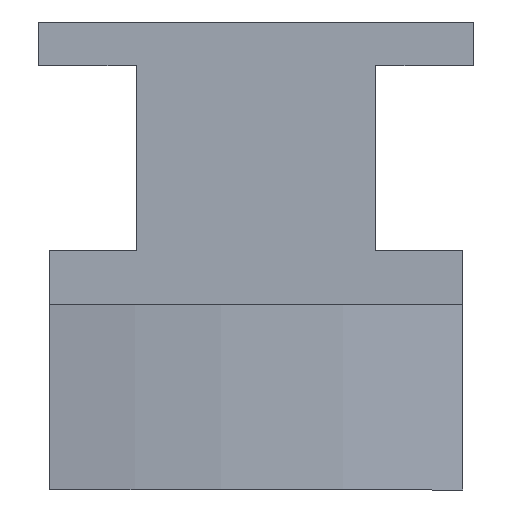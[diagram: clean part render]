
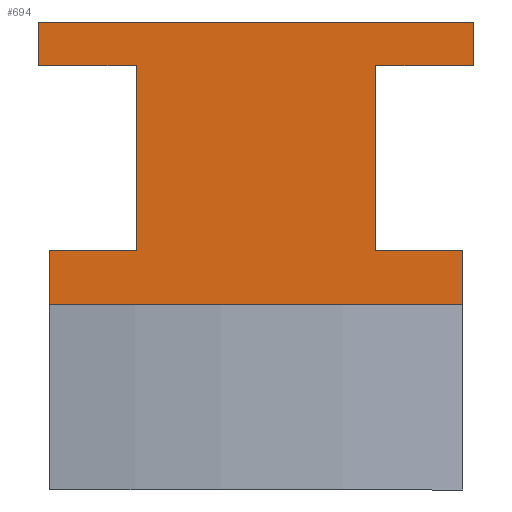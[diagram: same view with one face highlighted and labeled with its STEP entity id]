
A CAD part, left-side view. The second image highlights one B-rep face of the part: STEP entity #694.
In plain terms, the highlighted planar face has unit normal (-1, 0, 0).
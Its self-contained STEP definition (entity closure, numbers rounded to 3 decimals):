
#25 = DIRECTION ( 'NONE',  ( 0., 0., 1. ) ) ;
#75 = DIRECTION ( 'NONE',  ( 0., -1., 0. ) ) ;
#99 = LINE ( 'NONE', #1269, #480 ) ;
#118 = DIRECTION ( 'NONE',  ( 0., 0., 1. ) ) ;
#136 = CARTESIAN_POINT ( 'NONE',  ( 11.5, 4.75, -4.25 ) ) ;
#140 = LINE ( 'NONE', #358, #659 ) ;
#231 = VECTOR ( 'NONE', #25, 1000. ) ;
#234 = EDGE_CURVE ( 'NONE', #342, #1071, #401, .T. ) ;
#238 = CARTESIAN_POINT ( 'NONE',  ( 11.5, -4.75, -4.25 ) ) ;
#250 = VERTEX_POINT ( 'NONE', #238 ) ;
#277 = EDGE_CURVE ( 'NONE', #465, #387, #1473, .T. ) ;
#289 = ORIENTED_EDGE ( 'NONE', *, *, #277, .F. ) ;
#299 = CARTESIAN_POINT ( 'NONE',  ( 11.5, -4.75, -4.25 ) ) ;
#307 = LINE ( 'NONE', #1549, #598 ) ;
#311 = EDGE_CURVE ( 'NONE', #465, #1463, #99, .T. ) ;
#318 = EDGE_CURVE ( 'NONE', #1071, #1103, #140, .T. ) ;
#330 = PLANE ( 'NONE',  #1264 ) ;
#342 = VERTEX_POINT ( 'NONE', #637 ) ;
#344 = CARTESIAN_POINT ( 'NONE',  ( 11.5, -5., 0. ) ) ;
#348 = EDGE_CURVE ( 'NONE', #367, #434, #1270, .T. ) ;
#358 = CARTESIAN_POINT ( 'NONE',  ( 11.5, -5., 0. ) ) ;
#367 = VERTEX_POINT ( 'NONE', #902 ) ;
#380 = CARTESIAN_POINT ( 'NONE',  ( 11.5, 5., 1. ) ) ;
#387 = VERTEX_POINT ( 'NONE', #136 ) ;
#395 = CARTESIAN_POINT ( 'NONE',  ( 11.5, 5., 0. ) ) ;
#401 = LINE ( 'NONE', #1522, #1572 ) ;
#434 = VERTEX_POINT ( 'NONE', #395 ) ;
#440 = CARTESIAN_POINT ( 'NONE',  ( 11.5, -5., 1. ) ) ;
#451 = ORIENTED_EDGE ( 'NONE', *, *, #870, .F. ) ;
#465 = VERTEX_POINT ( 'NONE', #1198 ) ;
#471 = DIRECTION ( 'NONE',  ( 0., 0., -1. ) ) ;
#480 = VECTOR ( 'NONE', #1528, 1000. ) ;
#536 = EDGE_CURVE ( 'NONE', #250, #1463, #1115, .T. ) ;
#578 = VECTOR ( 'NONE', #890, 1000. ) ;
#598 = VECTOR ( 'NONE', #907, 1000. ) ;
#601 = ORIENTED_EDGE ( 'NONE', *, *, #348, .T. ) ;
#616 = DIRECTION ( 'NONE',  ( 0., -1., 0. ) ) ;
#617 = CARTESIAN_POINT ( 'NONE',  ( 11.5, -5., 1. ) ) ;
#637 = CARTESIAN_POINT ( 'NONE',  ( 11.5, -2.75, -4.25 ) ) ;
#643 = VERTEX_POINT ( 'NONE', #1471 ) ;
#648 = VERTEX_POINT ( 'NONE', #1083 ) ;
#659 = VECTOR ( 'NONE', #616, 1000. ) ;
#674 = EDGE_CURVE ( 'NONE', #367, #643, #1023, .T. ) ;
#694 = ADVANCED_FACE ( 'NONE', ( #898 ), #330, .T. ) ;
#714 = DIRECTION ( 'NONE',  ( 0., 0., 1. ) ) ;
#769 = EDGE_CURVE ( 'NONE', #434, #648, #1539, .T. ) ;
#772 = VECTOR ( 'NONE', #75, 1000. ) ;
#790 = CARTESIAN_POINT ( 'NONE',  ( 11.5, -4.75, -4.25 ) ) ;
#808 = ORIENTED_EDGE ( 'NONE', *, *, #234, .T. ) ;
#823 = ORIENTED_EDGE ( 'NONE', *, *, #1338, .F. ) ;
#865 = LINE ( 'NONE', #1271, #231 ) ;
#870 = EDGE_CURVE ( 'NONE', #1249, #648, #865, .T. ) ;
#890 = DIRECTION ( 'NONE',  ( 0., 0., -1. ) ) ;
#898 = FACE_OUTER_BOUND ( 'NONE', #1275, .T. ) ;
#902 = CARTESIAN_POINT ( 'NONE',  ( 11.5, 5., 1. ) ) ;
#906 = ORIENTED_EDGE ( 'NONE', *, *, #769, .T. ) ;
#907 = DIRECTION ( 'NONE',  ( 0., -1., 0. ) ) ;
#958 = ORIENTED_EDGE ( 'NONE', *, *, #1152, .F. ) ;
#1019 = DIRECTION ( 'NONE',  ( 0., 0., 1. ) ) ;
#1023 = LINE ( 'NONE', #440, #772 ) ;
#1061 = DIRECTION ( 'NONE',  ( 0., 0., -1. ) ) ;
#1071 = VERTEX_POINT ( 'NONE', #1199 ) ;
#1083 = CARTESIAN_POINT ( 'NONE',  ( 11.5, 2.75, 0. ) ) ;
#1100 = CARTESIAN_POINT ( 'NONE',  ( 11.5, -2.75, -5.5 ) ) ;
#1101 = EDGE_CURVE ( 'NONE', #387, #1249, #1560, .T. ) ;
#1103 = VERTEX_POINT ( 'NONE', #344 ) ;
#1115 = LINE ( 'NONE', #790, #1364 ) ;
#1131 = CARTESIAN_POINT ( 'NONE',  ( 11.5, 4.75, -4.25 ) ) ;
#1145 = CARTESIAN_POINT ( 'NONE',  ( 11.5, 2.75, -4.25 ) ) ;
#1152 = EDGE_CURVE ( 'NONE', #643, #1103, #1444, .T. ) ;
#1159 = VECTOR ( 'NONE', #1019, 1000. ) ;
#1197 = VECTOR ( 'NONE', #1513, 1000. ) ;
#1198 = CARTESIAN_POINT ( 'NONE',  ( 11.5, 4.75, -5.5 ) ) ;
#1199 = CARTESIAN_POINT ( 'NONE',  ( 11.5, -2.75, 0. ) ) ;
#1238 = DIRECTION ( 'NONE',  ( -1., 0., 0. ) ) ;
#1244 = DIRECTION ( 'NONE',  ( 0., -1., 0. ) ) ;
#1249 = VERTEX_POINT ( 'NONE', #1145 ) ;
#1254 = CARTESIAN_POINT ( 'NONE',  ( 11.5, -4.75, -5.5 ) ) ;
#1264 = AXIS2_PLACEMENT_3D ( 'NONE', #1100, #1238, #714 ) ;
#1269 = CARTESIAN_POINT ( 'NONE',  ( 11.5, -2.75, -5.5 ) ) ;
#1270 = LINE ( 'NONE', #380, #578 ) ;
#1271 = CARTESIAN_POINT ( 'NONE',  ( 11.5, 2.75, -5.5 ) ) ;
#1274 = ORIENTED_EDGE ( 'NONE', *, *, #311, .T. ) ;
#1275 = EDGE_LOOP ( 'NONE', ( #451, #1559, #289, #1274, #1295, #823, #808, #1369, #958, #1282, #601, #906 ) ) ;
#1282 = ORIENTED_EDGE ( 'NONE', *, *, #674, .F. ) ;
#1295 = ORIENTED_EDGE ( 'NONE', *, *, #536, .F. ) ;
#1338 = EDGE_CURVE ( 'NONE', #342, #250, #307, .T. ) ;
#1364 = VECTOR ( 'NONE', #1061, 1000. ) ;
#1369 = ORIENTED_EDGE ( 'NONE', *, *, #318, .T. ) ;
#1374 = VECTOR ( 'NONE', #1244, 1000. ) ;
#1444 = LINE ( 'NONE', #617, #1482 ) ;
#1463 = VERTEX_POINT ( 'NONE', #1254 ) ;
#1471 = CARTESIAN_POINT ( 'NONE',  ( 11.5, -5., 1. ) ) ;
#1473 = LINE ( 'NONE', #1131, #1159 ) ;
#1482 = VECTOR ( 'NONE', #471, 1000. ) ;
#1510 = CARTESIAN_POINT ( 'NONE',  ( 11.5, -5., 0. ) ) ;
#1513 = DIRECTION ( 'NONE',  ( 0., -1., 0. ) ) ;
#1522 = CARTESIAN_POINT ( 'NONE',  ( 11.5, -2.75, -5.5 ) ) ;
#1528 = DIRECTION ( 'NONE',  ( 0., -1., 0. ) ) ;
#1539 = LINE ( 'NONE', #1510, #1374 ) ;
#1549 = CARTESIAN_POINT ( 'NONE',  ( 11.5, -4.75, -4.25 ) ) ;
#1559 = ORIENTED_EDGE ( 'NONE', *, *, #1101, .F. ) ;
#1560 = LINE ( 'NONE', #299, #1197 ) ;
#1572 = VECTOR ( 'NONE', #118, 1000. ) ;
